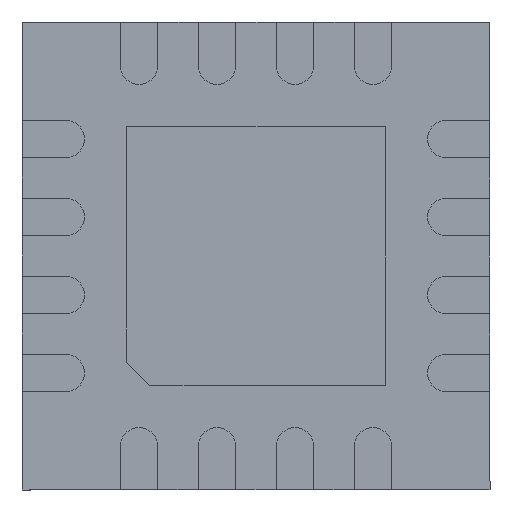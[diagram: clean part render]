
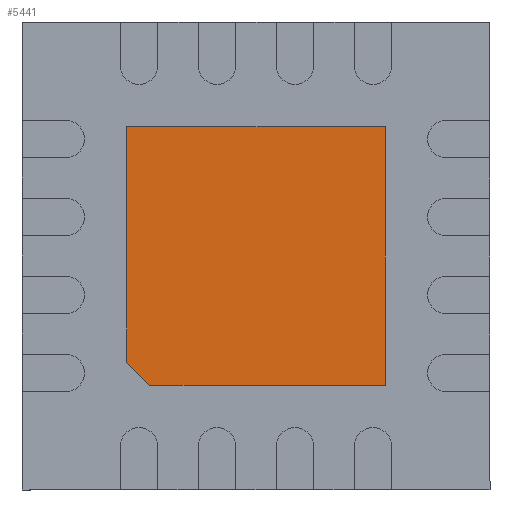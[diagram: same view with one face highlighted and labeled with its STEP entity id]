
A CAD part, front view. The second image highlights one B-rep face of the part: STEP entity #5441.
In plain terms, the highlighted planar face has unit normal (0, -1, 0).
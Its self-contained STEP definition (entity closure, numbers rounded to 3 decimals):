
#300 = LINE ( 'NONE', #2863, #6230 ) ;
#301 = CARTESIAN_POINT ( 'NONE',  ( -0.83, 0., 0.83 ) ) ;
#542 = EDGE_CURVE ( 'NONE', #938, #2082, #5341, .T. ) ;
#637 = EDGE_CURVE ( 'NONE', #2082, #4145, #5328, .T. ) ;
#817 = CARTESIAN_POINT ( 'NONE',  ( 0.83, 0., -0.83 ) ) ;
#861 = EDGE_CURVE ( 'NONE', #4145, #6491, #3161, .T. ) ;
#866 = VECTOR ( 'NONE', #3012, 1000. ) ;
#938 = VERTEX_POINT ( 'NONE', #817 ) ;
#1203 = FACE_OUTER_BOUND ( 'NONE', #1347, .T. ) ;
#1347 = EDGE_LOOP ( 'NONE', ( #5100, #1917, #1938, #3967, #5911 ) ) ;
#1586 = CARTESIAN_POINT ( 'NONE',  ( 0.83, 0., 0.83 ) ) ;
#1917 = ORIENTED_EDGE ( 'NONE', *, *, #861, .T. ) ;
#1938 = ORIENTED_EDGE ( 'NONE', *, *, #4284, .T. ) ;
#1979 = VECTOR ( 'NONE', #5004, 1000. ) ;
#2082 = VERTEX_POINT ( 'NONE', #4148 ) ;
#2217 = CARTESIAN_POINT ( 'NONE',  ( -0.83, 0., 0.83 ) ) ;
#2236 = AXIS2_PLACEMENT_3D ( 'NONE', #4625, #6976, #3924 ) ;
#2863 = CARTESIAN_POINT ( 'NONE',  ( -0.83, 0., -0.68 ) ) ;
#2949 = LINE ( 'NONE', #4769, #5789 ) ;
#3012 = DIRECTION ( 'NONE',  ( 0., 0., -1. ) ) ;
#3161 = LINE ( 'NONE', #301, #866 ) ;
#3857 = VECTOR ( 'NONE', #6035, 1000. ) ;
#3924 = DIRECTION ( 'NONE',  ( 1., 0., 0. ) ) ;
#3967 = ORIENTED_EDGE ( 'NONE', *, *, #6699, .T. ) ;
#4145 = VERTEX_POINT ( 'NONE', #2217 ) ;
#4148 = CARTESIAN_POINT ( 'NONE',  ( 0.83, 0., 0.83 ) ) ;
#4284 = EDGE_CURVE ( 'NONE', #6491, #6598, #300, .T. ) ;
#4533 = PLANE ( 'NONE',  #2236 ) ;
#4625 = CARTESIAN_POINT ( 'NONE',  ( 0., 0., 0. ) ) ;
#4769 = CARTESIAN_POINT ( 'NONE',  ( 0.83, 0., -0.83 ) ) ;
#5004 = DIRECTION ( 'NONE',  ( -1., 0., 0. ) ) ;
#5092 = DIRECTION ( 'NONE',  ( 0.707, 0., -0.707 ) ) ;
#5100 = ORIENTED_EDGE ( 'NONE', *, *, #637, .T. ) ;
#5328 = LINE ( 'NONE', #6114, #1979 ) ;
#5341 = LINE ( 'NONE', #1586, #3857 ) ;
#5361 = DIRECTION ( 'NONE',  ( 1., 0., 0. ) ) ;
#5441 = ADVANCED_FACE ( 'NONE', ( #1203 ), #4533, .T. ) ;
#5579 = CARTESIAN_POINT ( 'NONE',  ( -0.83, 0., -0.68 ) ) ;
#5789 = VECTOR ( 'NONE', #5361, 1000. ) ;
#5911 = ORIENTED_EDGE ( 'NONE', *, *, #542, .T. ) ;
#6035 = DIRECTION ( 'NONE',  ( 0., 0., 1. ) ) ;
#6114 = CARTESIAN_POINT ( 'NONE',  ( 0.83, 0., 0.83 ) ) ;
#6230 = VECTOR ( 'NONE', #5092, 1000. ) ;
#6491 = VERTEX_POINT ( 'NONE', #5579 ) ;
#6598 = VERTEX_POINT ( 'NONE', #6910 ) ;
#6699 = EDGE_CURVE ( 'NONE', #6598, #938, #2949, .T. ) ;
#6910 = CARTESIAN_POINT ( 'NONE',  ( -0.68, 0., -0.83 ) ) ;
#6976 = DIRECTION ( 'NONE',  ( 0., -1., 0. ) ) ;
